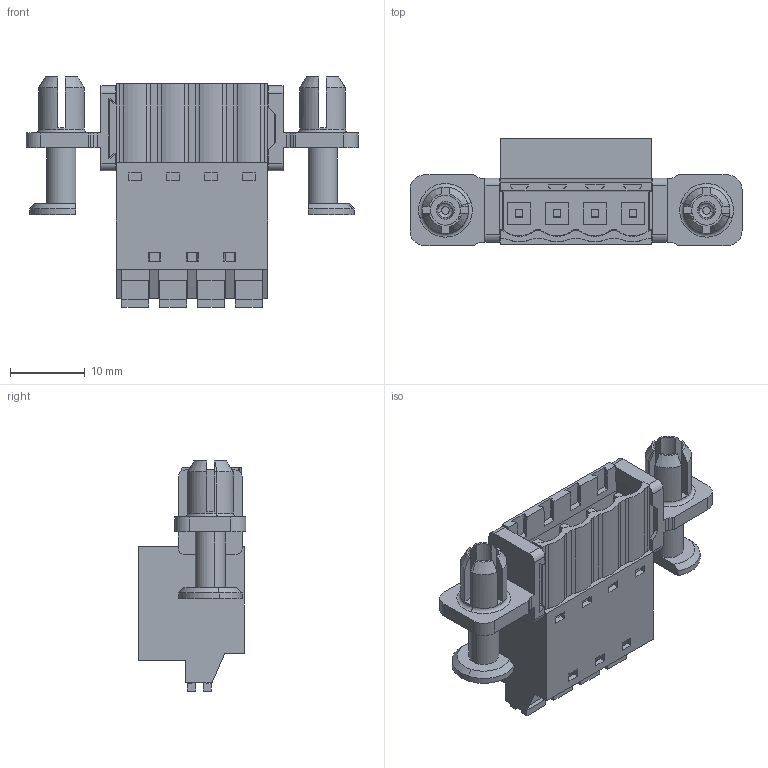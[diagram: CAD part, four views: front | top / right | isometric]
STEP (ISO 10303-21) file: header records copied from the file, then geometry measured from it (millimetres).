
FILE_DESCRIPTION(('CATIA V5 STEP Exchange','CAx-IF Rec.Pracs.--- Model Styling and Organization---1.4--- 2014-01-23'),'2;1');
FILE_NAME ('D1532885_1_1353600000_1353600000.stp','2022-05-18T13:56:50+00:00',('none'),('Weidmueller'),'CATIA Version 5-6 Release 2016 SP3 HF44','CATIA V5 STEP AP214','none');
FILE_SCHEMA(('AUTOMOTIVE_DESIGN { 1 0 10303 214 1 1 1 1 }'));
Length unit declared in the file: millimetre
Products named in the file (1): 1353600000
Bounding box: 44.52 x 14.41 x 30.85 mm (x, y, z)
Volume: 5648.4 mm3; surface area: 6394.9 mm2
Topology: 11 solids, 11 shells, 587 faces, 1577 edges, 1036 vertices
Faces by surface type: plane 477, cylinder 74, cone 20, extrusion 8, torus 8
Entity records: 17779 total; most frequent: CARTESIAN_POINT 3616, ORIENTED_EDGE 3154, DIRECTION 2333, EDGE_CURVE 1577, VECTOR 1331, LINE 1323, VERTEX_POINT 1036, EDGE_LOOP 631
